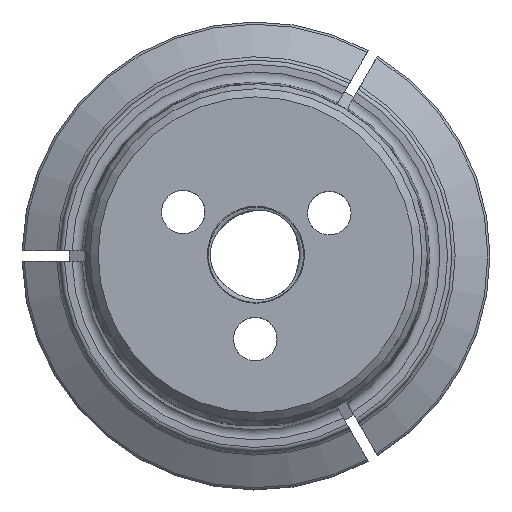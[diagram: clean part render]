
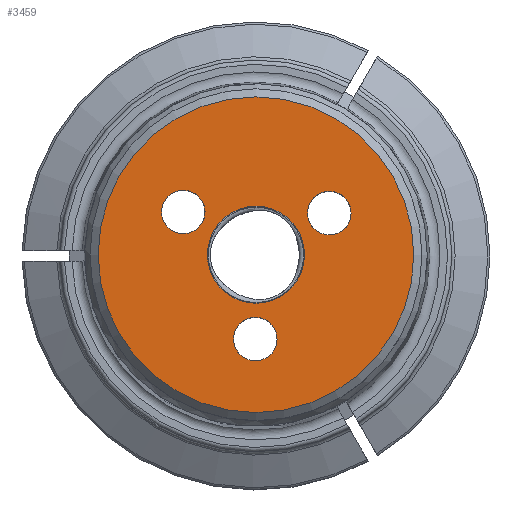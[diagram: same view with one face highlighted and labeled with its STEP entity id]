
A CAD part, top view. The second image highlights one B-rep face of the part: STEP entity #3459.
In plain terms, the highlighted planar face has unit normal (0, 0, 1).
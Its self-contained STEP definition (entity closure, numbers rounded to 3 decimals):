
#118=PLANE('',#3684);
#658=ORIENTED_EDGE('',*,*,#1334,.F.);
#659=ORIENTED_EDGE('',*,*,#1338,.F.);
#660=ORIENTED_EDGE('',*,*,#1320,.T.);
#661=ORIENTED_EDGE('',*,*,#1281,.T.);
#662=ORIENTED_EDGE('',*,*,#1242,.T.);
#1242=EDGE_CURVE('',#1608,#1608,#1852,.T.);
#1281=EDGE_CURVE('',#1635,#1635,#1872,.T.);
#1320=EDGE_CURVE('',#1662,#1662,#1892,.T.);
#1334=EDGE_CURVE('',#1670,#1670,#1903,.T.);
#1338=EDGE_CURVE('',#1674,#1674,#1907,.T.);
#1608=VERTEX_POINT('',#4776);
#1635=VERTEX_POINT('',#4874);
#1662=VERTEX_POINT('',#4972);
#1670=VERTEX_POINT('',#5020);
#1674=VERTEX_POINT('',#5030);
#1852=CIRCLE('',#3589,2.);
#1872=CIRCLE('',#3622,2.);
#1892=CIRCLE('',#3655,2.);
#1903=CIRCLE('',#3673,4.459);
#1907=CIRCLE('',#3679,14.5);
#2073=EDGE_LOOP('',(#658));
#2074=EDGE_LOOP('',(#659));
#2075=EDGE_LOOP('',(#660));
#2076=EDGE_LOOP('',(#661));
#2077=EDGE_LOOP('',(#662));
#2254=FACE_BOUND('',#2073,.T.);
#2255=FACE_BOUND('',#2074,.T.);
#2256=FACE_BOUND('',#2075,.T.);
#2257=FACE_BOUND('',#2076,.T.);
#2258=FACE_BOUND('',#2077,.T.);
#3459=ADVANCED_FACE('',(#2254,#2255,#2256,#2257,#2258),#118,.F.);
#3589=AXIS2_PLACEMENT_3D('',#4775,#3963,#3964);
#3622=AXIS2_PLACEMENT_3D('',#4873,#4047,#4048);
#3655=AXIS2_PLACEMENT_3D('',#4971,#4131,#4132);
#3673=AXIS2_PLACEMENT_3D('',#5019,#4169,#4170);
#3679=AXIS2_PLACEMENT_3D('',#5029,#4181,#4182);
#3684=AXIS2_PLACEMENT_3D('',#5037,#4191,#4192);
#3963=DIRECTION('',(0.,0.,-1.));
#3964=DIRECTION('',(-1.,0.,0.));
#4047=DIRECTION('',(0.,0.,-1.));
#4048=DIRECTION('',(-1.,0.,0.));
#4131=DIRECTION('',(0.,0.,-1.));
#4132=DIRECTION('',(-1.,0.,0.));
#4169=DIRECTION('',(0.,0.,1.));
#4170=DIRECTION('',(0.,-1.,0.));
#4181=DIRECTION('',(0.,0.,-1.));
#4182=DIRECTION('',(-1.,0.,0.));
#4191=DIRECTION('',(0.,0.,-1.));
#4192=DIRECTION('',(-1.,0.,0.));
#4775=CARTESIAN_POINT('',(-0.058,-7.75,70.));
#4776=CARTESIAN_POINT('',(-2.058,-7.75,70.));
#4873=CARTESIAN_POINT('',(-6.682,3.925,70.));
#4874=CARTESIAN_POINT('',(-8.682,3.925,70.));
#4971=CARTESIAN_POINT('',(6.741,3.824,70.));
#4972=CARTESIAN_POINT('',(4.741,3.824,70.));
#5019=CARTESIAN_POINT('',(0.,0.,70.));
#5020=CARTESIAN_POINT('',(0.,-4.459,70.));
#5029=CARTESIAN_POINT('',(0.,0.,70.));
#5030=CARTESIAN_POINT('',(-14.5,0.,70.));
#5037=CARTESIAN_POINT('',(15.25,0.,70.));
